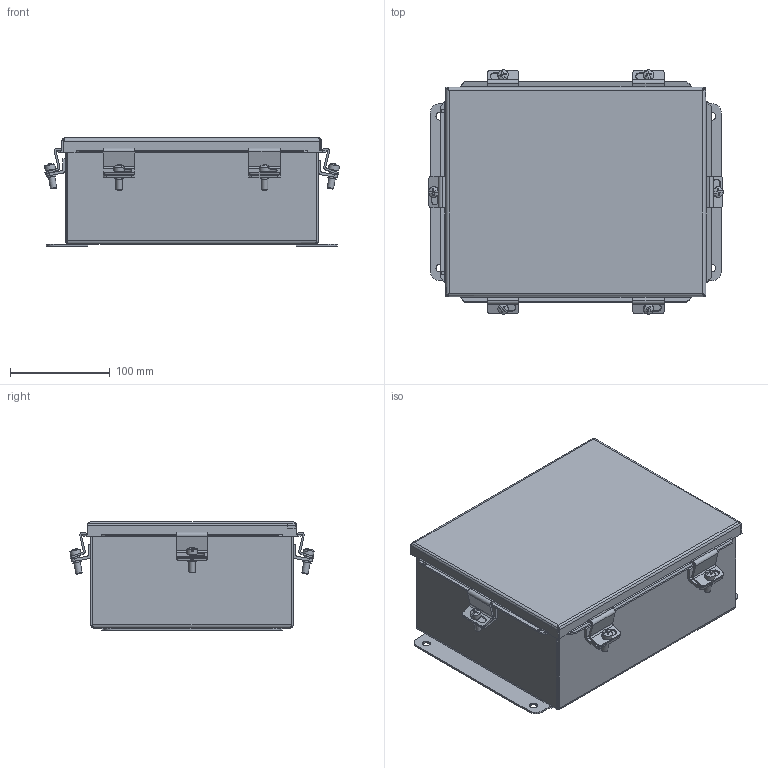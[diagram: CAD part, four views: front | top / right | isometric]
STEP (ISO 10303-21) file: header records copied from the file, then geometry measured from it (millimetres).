
FILE_DESCRIPTION(/* description */ ('NEMA4,JIC,CS,10X8X4'),/* implementation_level */ '2;1');
FILE_NAME(/* name */ 'BN4100804.stp',/* time_stamp */ '2021-10-23T16:09:41-05:00',/* author */ ('samuelbadillo'),/* organization */ (''),/* preprocessor_version */ 'ST-DEVELOPER v18',/* originating_system */ 'Autodesk Inventor 2020',/* authorisation */ '');
FILE_SCHEMA (('AUTOMOTIVE_DESIGN { 1 0 10303 214 3 1 1 }'));
Length unit declared in the file: inch
Products named in the file (10): BN4100804; 3499; C2002; 372134; C1001; 316164; B_1008_LID; 38811; B_100804_BKP; 3483
Assembly tree (29 placements, depth 2):
  BN4100804
    3499  x4
    372134  x6
    C1001  x6
    C2002  x6
    316164  x2
    B_1008_LID
    38811
    B_100804_BKP
    3483  x2
Bounding box: 296.19 x 245.28 x 108.81 mm (x, y, z)
Volume: 456597.2 mm3; surface area: 542694.8 mm2
Topology: 29 solids, 29 shells, 600 faces, 1494 edges, 969 vertices
Faces by surface type: plane 379, cylinder 152, bspline 48, sphere 12, cone 7, torus 2
Full cylindrical faces by diameter (mm): 3.556 x2, 3.962 x4, 4.826 x1, 4.978 x6, 6.35 x7, 7.62 x4, 7.874 x4, 8.738 x6, 10.402 x6, 15.875 x4
Entity records: 9529 total; most frequent: CARTESIAN_POINT 2486, ORIENTED_EDGE 1328, DIRECTION 1267, EDGE_CURVE 664, LINE 481, VECTOR 481, VERTEX_POINT 407, AXIS2_PLACEMENT_3D 393
